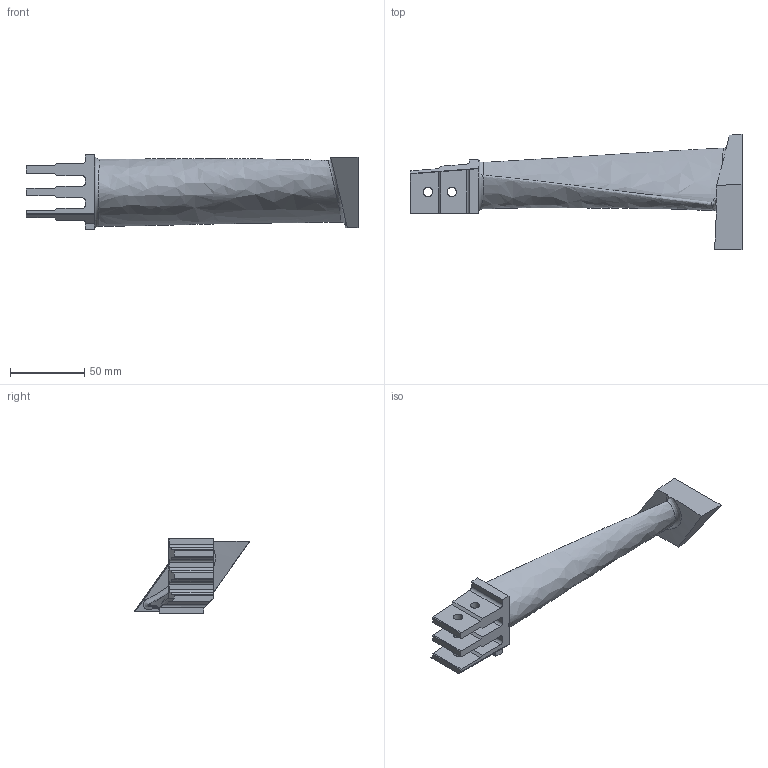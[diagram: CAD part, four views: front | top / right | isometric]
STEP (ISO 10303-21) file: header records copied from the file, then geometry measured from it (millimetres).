
FILE_DESCRIPTION(/* description */ (''),/* implementation_level */ '2;1');
FILE_NAME(/* name */ 'R 8.stp',/* time_stamp */ '2023-09-23T16:00:34+06:00',/* author */ (''),/* organization */ (''),/* preprocessor_version */ 'ST-DEVELOPER v18.1',/* originating_system */ 'SIEMENS PLM Software NX 1969',/* authorisation */ '');
FILE_SCHEMA (('AUTOMOTIVE_DESIGN { 1 0 10303 214 3 1 1 1 }'));
Length unit declared in the file: millimetre
Products named in the file (1): Dell1A78626Dfbot
Bounding box: 223.03 x 77.59 x 49.97 mm (x, y, z)
Volume: 128604.8 mm3; surface area: 38689.4 mm2
Topology: 1 solids, 1 shells, 65 faces, 187 edges, 124 vertices
Faces by surface type: plane 46, cylinder 13, bspline 5, cone 1
Full cylindrical faces by diameter (mm): 6.3 x6
Entity records: 3843 total; most frequent: CARTESIAN_POINT 2160, ORIENTED_EDGE 354, DIRECTION 304, EDGE_CURVE 177, VERTEX_POINT 123, LINE 122, VECTOR 122, AXIS2_PLACEMENT_3D 91
